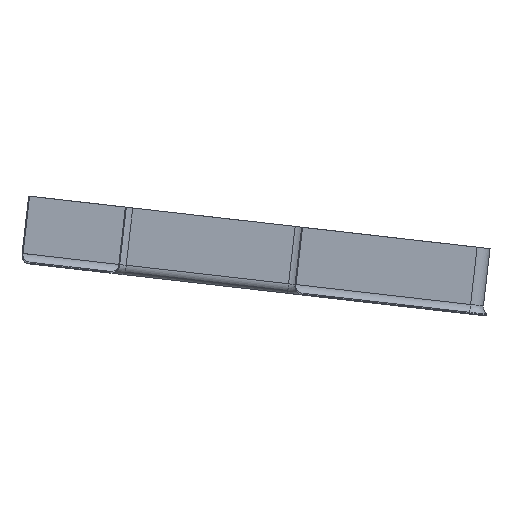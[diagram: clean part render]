
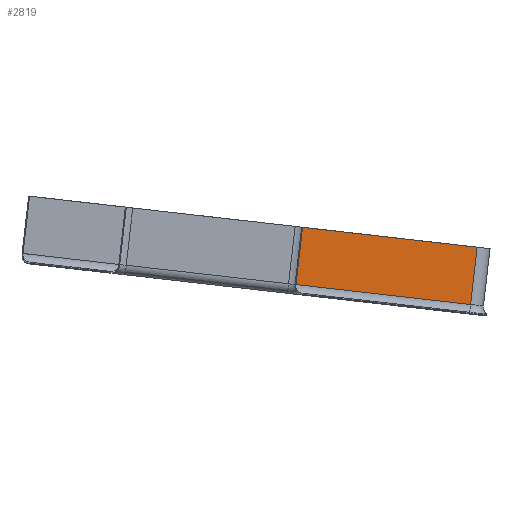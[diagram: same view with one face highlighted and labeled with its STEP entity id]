
A CAD part, front view. The second image highlights one B-rep face of the part: STEP entity #2819.
In plain terms, the highlighted planar face has unit normal (0, -1, 0).
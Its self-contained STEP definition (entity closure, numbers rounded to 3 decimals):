
#507=VERTEX_POINT('',#4388);
#508=VERTEX_POINT('',#4390);
#624=VERTEX_POINT('',#5131);
#685=VERTEX_POINT('',#5543);
#735=VECTOR('',#3430,1.);
#799=VECTOR('',#3727,1.);
#826=VECTOR('',#3926,1.);
#829=VECTOR('',#3933,1.);
#920=LINE('',#4389,#735);
#984=LINE('',#5132,#799);
#1011=LINE('',#5546,#826);
#1014=LINE('',#5552,#829);
#1156=EDGE_CURVE('',#507,#508,#920,.T.);
#1323=EDGE_CURVE('',#624,#507,#984,.T.);
#1428=EDGE_CURVE('',#624,#685,#1011,.T.);
#1431=EDGE_CURVE('',#508,#685,#1014,.T.);
#2013=ORIENTED_EDGE('',*,*,#1323,.F.);
#2014=ORIENTED_EDGE('',*,*,#1428,.T.);
#2015=ORIENTED_EDGE('',*,*,#1431,.F.);
#2016=ORIENTED_EDGE('',*,*,#1156,.F.);
#2463=EDGE_LOOP('',(#2013,#2014,#2015,#2016));
#2646=FACE_BOUND('',#2463,.T.);
#2819=ADVANCED_FACE('',(#2646),#5721,.T.);
#3177=AXIS2_PLACEMENT_3D('',#5551,#3932,$);
#3430=DIRECTION('',(0.994,0.,-0.113));
#3727=DIRECTION('',(0.113,0.,0.994));
#3926=DIRECTION('',(0.994,0.,-0.113));
#3932=DIRECTION('',(0.,-1.,0.));
#3933=DIRECTION('',(-0.113,0.,-0.994));
#4388=CARTESIAN_POINT('',(199.389,-196.792,10.734));
#4389=CARTESIAN_POINT('',(199.389,-196.792,10.734));
#4390=CARTESIAN_POINT('',(217.547,-196.792,8.666));
#5131=CARTESIAN_POINT('',(198.709,-196.792,4.773));
#5132=CARTESIAN_POINT('',(198.709,-196.792,4.773));
#5543=CARTESIAN_POINT('',(216.867,-196.792,2.704));
#5546=CARTESIAN_POINT('',(198.709,-196.792,4.773));
#5551=CARTESIAN_POINT('',(217.547,-196.792,8.666));
#5552=CARTESIAN_POINT('',(217.547,-196.792,8.666));
#5721=PLANE('',#3177);
